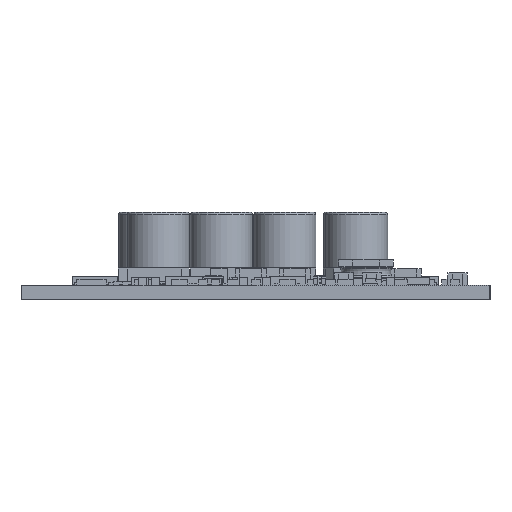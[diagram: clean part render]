
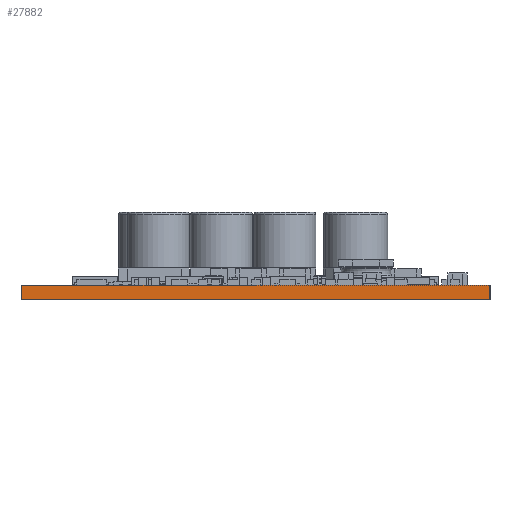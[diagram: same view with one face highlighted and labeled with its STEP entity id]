
A CAD part, left-side view. The second image highlights one B-rep face of the part: STEP entity #27882.
In plain terms, the highlighted planar face has unit normal (-1, 0, 0).
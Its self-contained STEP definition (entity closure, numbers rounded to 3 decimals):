
#2231 = DIRECTION ( 'NONE',  ( 0., -1., 0. ) ) ;
#6352 = CARTESIAN_POINT ( 'NONE',  ( 0., 0., 1.578 ) ) ;
#7798 = DIRECTION ( 'NONE',  ( 0., -1., 0. ) ) ;
#10787 = DIRECTION ( 'NONE',  ( 0., 0., -1. ) ) ;
#10981 = CARTESIAN_POINT ( 'NONE',  ( 0., 51.308, 0. ) ) ;
#16967 = ORIENTED_EDGE ( 'NONE', *, *, #85531, .F. ) ;
#18952 = CARTESIAN_POINT ( 'NONE',  ( 0., 51.308, 1.578 ) ) ;
#21527 = VERTEX_POINT ( 'NONE', #69312 ) ;
#27882 = ADVANCED_FACE ( 'NONE', ( #93682 ), #75495, .F. ) ;
#28900 = LINE ( 'NONE', #18952, #39841 ) ;
#36293 = DIRECTION ( 'NONE',  ( 1., 0., 0. ) ) ;
#39841 = VECTOR ( 'NONE', #118069, 1000. ) ;
#40280 = EDGE_CURVE ( 'NONE', #72057, #48070, #126259, .T. ) ;
#45485 = CARTESIAN_POINT ( 'NONE',  ( 0., 51.308, 1.578 ) ) ;
#48070 = VERTEX_POINT ( 'NONE', #73814 ) ;
#58444 = ORIENTED_EDGE ( 'NONE', *, *, #40280, .F. ) ;
#59757 = LINE ( 'NONE', #117797, #69110 ) ;
#61119 = CARTESIAN_POINT ( 'NONE',  ( 0., 51.308, 0. ) ) ;
#67129 = EDGE_CURVE ( 'NONE', #21527, #75229, #28900, .T. ) ;
#69110 = VECTOR ( 'NONE', #7798, 1000. ) ;
#69312 = CARTESIAN_POINT ( 'NONE',  ( 0., 51.308, 1.578 ) ) ;
#72057 = VERTEX_POINT ( 'NONE', #6352 ) ;
#73814 = CARTESIAN_POINT ( 'NONE',  ( 0., 0., 0. ) ) ;
#75229 = VERTEX_POINT ( 'NONE', #61119 ) ;
#75495 = PLANE ( 'NONE',  #91781 ) ;
#82536 = ORIENTED_EDGE ( 'NONE', *, *, #67129, .T. ) ;
#85531 = EDGE_CURVE ( 'NONE', #21527, #72057, #59757, .T. ) ;
#91781 = AXIS2_PLACEMENT_3D ( 'NONE', #45485, #36293, #104995 ) ;
#93682 = FACE_OUTER_BOUND ( 'NONE', #99425, .T. ) ;
#96419 = VECTOR ( 'NONE', #2231, 1000. ) ;
#99425 = EDGE_LOOP ( 'NONE', ( #100401, #58444, #16967, #82536 ) ) ;
#100401 = ORIENTED_EDGE ( 'NONE', *, *, #127894, .T. ) ;
#104995 = DIRECTION ( 'NONE',  ( 0., 0., -1. ) ) ;
#107569 = VECTOR ( 'NONE', #10787, 1000. ) ;
#110368 = CARTESIAN_POINT ( 'NONE',  ( 0., 0., 1.578 ) ) ;
#117797 = CARTESIAN_POINT ( 'NONE',  ( 0., 51.308, 1.578 ) ) ;
#118069 = DIRECTION ( 'NONE',  ( 0., 0., -1. ) ) ;
#122793 = LINE ( 'NONE', #10981, #96419 ) ;
#126259 = LINE ( 'NONE', #110368, #107569 ) ;
#127894 = EDGE_CURVE ( 'NONE', #75229, #48070, #122793, .T. ) ;
